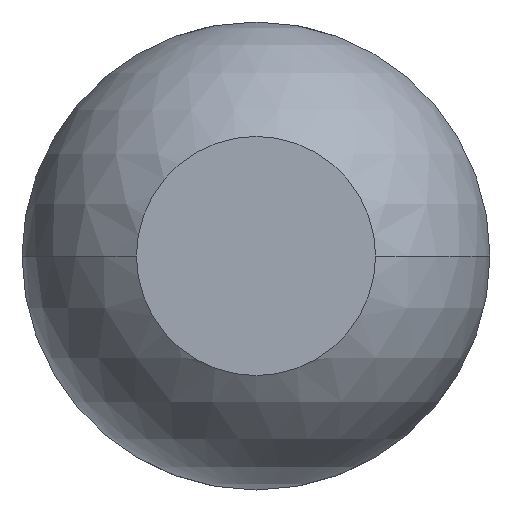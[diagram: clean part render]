
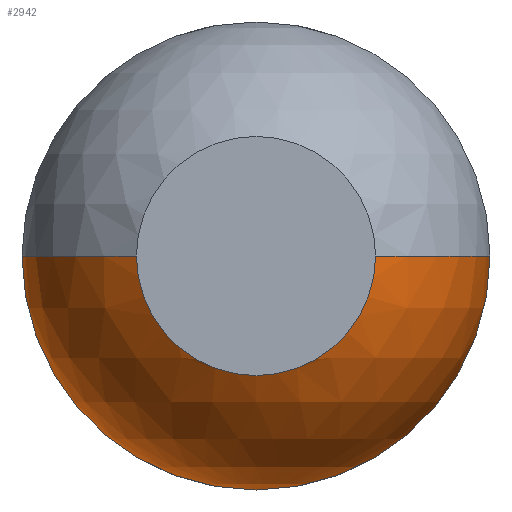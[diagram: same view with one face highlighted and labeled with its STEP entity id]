
A CAD part, front view. The second image highlights one B-rep face of the part: STEP entity #2942.
In plain terms, the highlighted spherical face has radius 0.685 mm.
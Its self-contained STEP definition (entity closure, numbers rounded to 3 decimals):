
#13 = AXIS2_PLACEMENT_3D ( 'NONE', #3836, #4161, #198 ) ;
#63 = EDGE_CURVE ( 'NONE', #2480, #183, #3099, .T. ) ;
#183 = VERTEX_POINT ( 'NONE', #3135 ) ;
#198 = DIRECTION ( 'NONE',  ( 0., 0., 1. ) ) ;
#214 = AXIS2_PLACEMENT_3D ( 'NONE', #924, #1306, #2258 ) ;
#309 = EDGE_CURVE ( 'Defeature ausgef�hrt2_5+Defeature ausgef�hrt2_4+Defeature ausgef�hrt2_4+Defeature ausgef�hrt2_4', #3330, #183, #2778, .T. ) ;
#382 = DIRECTION ( 'NONE',  ( 0., 0., -1. ) ) ;
#603 = EDGE_CURVE ( 'NONE', #3925, #2708, #2889, .T. ) ;
#693 = ORIENTED_EDGE ( 'NONE', *, *, #309, .F. ) ;
#894 = ORIENTED_EDGE ( 'NONE', *, *, #63, .T. ) ;
#924 = CARTESIAN_POINT ( 'NONE',  ( 0., -30., 0. ) ) ;
#941 = AXIS2_PLACEMENT_3D ( 'NONE', #3175, #1843, #3136 ) ;
#1016 = CARTESIAN_POINT ( 'NONE',  ( 0., -29.411, 0. ) ) ;
#1128 = SPHERICAL_SURFACE ( 'NONE', #941, 0.685 ) ;
#1297 = EDGE_LOOP ( 'NONE', ( #1626, #894, #693, #4066, #4167, #3888 ) ) ;
#1306 = DIRECTION ( 'NONE',  ( 0., -1., 0. ) ) ;
#1378 = DIRECTION ( 'NONE',  ( 0., 0., 1. ) ) ;
#1626 = ORIENTED_EDGE ( 'NONE', *, *, #2054, .F. ) ;
#1669 = DIRECTION ( 'NONE',  ( 0., 1., 0. ) ) ;
#1769 = CARTESIAN_POINT ( 'NONE',  ( 0., -29.411, 0. ) ) ;
#1838 = CARTESIAN_POINT ( 'NONE',  ( 0., -29.411, -0.685 ) ) ;
#1843 = DIRECTION ( 'NONE',  ( 0., 0., -1. ) ) ;
#1853 = EDGE_CURVE ( 'Defeature ausgef�hrt2_5+Defeature ausgef�hrt2_4+Defeature ausgef�hrt2_4+Defeature ausgef�hrt2_4', #2708, #3330, #3551, .T. ) ;
#1866 = AXIS2_PLACEMENT_3D ( 'NONE', #3350, #2319, #382 ) ;
#2002 = CARTESIAN_POINT ( 'NONE',  ( -0.35, -30., 0. ) ) ;
#2019 = DIRECTION ( 'NONE',  ( 1., 0., 0. ) ) ;
#2054 = EDGE_CURVE ( 'Defeature ausgef�hrt2_9+Defeature ausgef�hrt2_4+Defeature ausgef�hrt2_4+Defeature ausgef�hrt2_4', #2480, #3027, #3499, .T. ) ;
#2126 = DIRECTION ( 'NONE',  ( -1., 0., 0. ) ) ;
#2208 = CARTESIAN_POINT ( 'NONE',  ( 0.685, -29.411, 0. ) ) ;
#2258 = DIRECTION ( 'NONE',  ( 0., 0., -1. ) ) ;
#2319 = DIRECTION ( 'NONE',  ( 0., -1., 0. ) ) ;
#2373 = CIRCLE ( 'NONE', #214, 0.35 ) ;
#2480 = VERTEX_POINT ( 'NONE', #2002 ) ;
#2482 = AXIS2_PLACEMENT_3D ( 'NONE', #2672, #1669, #1378 ) ;
#2672 = CARTESIAN_POINT ( 'NONE',  ( 0., -29.411, 0. ) ) ;
#2708 = VERTEX_POINT ( 'NONE', #2208 ) ;
#2778 = CIRCLE ( 'NONE', #2482, 0.685 ) ;
#2863 = CARTESIAN_POINT ( 'NONE',  ( 0.35, -30., 0. ) ) ;
#2889 = CIRCLE ( 'NONE', #3570, 0.685 ) ;
#2942 = ADVANCED_FACE ( 'Defeature ausgef�hrt2_4', ( #3908 ), #1128, .T. ) ;
#3027 = VERTEX_POINT ( 'NONE', #4104 ) ;
#3099 = CIRCLE ( 'NONE', #4096, 0.685 ) ;
#3135 = CARTESIAN_POINT ( 'NONE',  ( -0.685, -29.411, 0. ) ) ;
#3136 = DIRECTION ( 'NONE',  ( 1., 0., 0. ) ) ;
#3175 = CARTESIAN_POINT ( 'NONE',  ( 0., -29.411, 0. ) ) ;
#3330 = VERTEX_POINT ( 'NONE', #1838 ) ;
#3350 = CARTESIAN_POINT ( 'NONE',  ( 0., -30., 0. ) ) ;
#3384 = DIRECTION ( 'NONE',  ( 0., 0., -1. ) ) ;
#3499 = CIRCLE ( 'NONE', #1866, 0.35 ) ;
#3551 = CIRCLE ( 'NONE', #13, 0.685 ) ;
#3570 = AXIS2_PLACEMENT_3D ( 'NONE', #1016, #3673, #2019 ) ;
#3673 = DIRECTION ( 'NONE',  ( 0., 0., 1. ) ) ;
#3836 = CARTESIAN_POINT ( 'NONE',  ( 0., -29.411, 0. ) ) ;
#3888 = ORIENTED_EDGE ( 'NONE', *, *, #4070, .F. ) ;
#3908 = FACE_OUTER_BOUND ( 'NONE', #1297, .T. ) ;
#3925 = VERTEX_POINT ( 'NONE', #2863 ) ;
#4066 = ORIENTED_EDGE ( 'NONE', *, *, #1853, .F. ) ;
#4070 = EDGE_CURVE ( 'Defeature ausgef�hrt2_9+Defeature ausgef�hrt2_4+Defeature ausgef�hrt2_4+Defeature ausgef�hrt2_4', #3027, #3925, #2373, .T. ) ;
#4096 = AXIS2_PLACEMENT_3D ( 'NONE', #1769, #3384, #2126 ) ;
#4104 = CARTESIAN_POINT ( 'NONE',  ( 0., -30., -0.35 ) ) ;
#4161 = DIRECTION ( 'NONE',  ( 0., 1., 0. ) ) ;
#4167 = ORIENTED_EDGE ( 'NONE', *, *, #603, .F. ) ;
